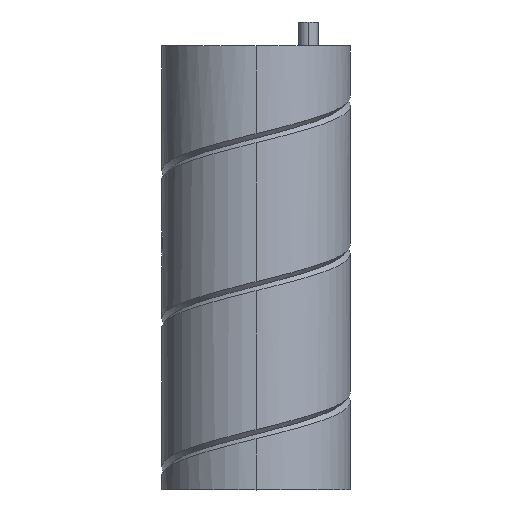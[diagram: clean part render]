
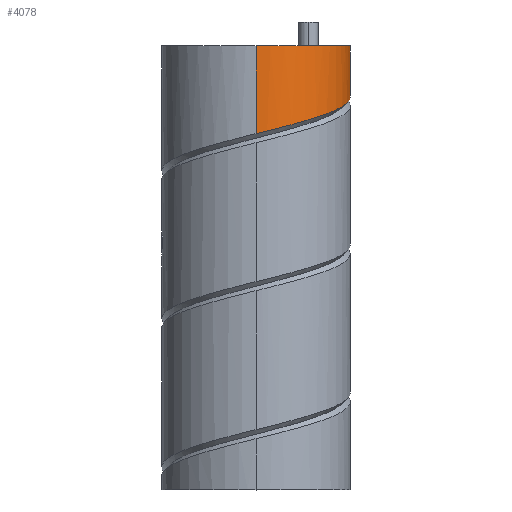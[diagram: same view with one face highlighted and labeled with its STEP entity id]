
A CAD part, top view. The second image highlights one B-rep face of the part: STEP entity #4078.
In plain terms, the highlighted cylindrical face has radius 19.75 mm (diameter 39.5 mm), a partial arc.
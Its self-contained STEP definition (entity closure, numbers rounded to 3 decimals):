
#26 = CARTESIAN_POINT ( 'NONE',  ( 0., 93., -19.75 ) ) ;
#42 = CARTESIAN_POINT ( 'NONE',  ( 9.977, 93., -17.244 ) ) ;
#117 = CARTESIAN_POINT ( 'NONE',  ( 0., 93., -19.75 ) ) ;
#162 = VECTOR ( 'NONE', #3996, 1000. ) ;
#195 = CARTESIAN_POINT ( 'NONE',  ( 4.896, 75.807, 19.133 ) ) ;
#203 = AXIS2_PLACEMENT_3D ( 'NONE', #4767, #3402, #2829 ) ;
#212 = CARTESIAN_POINT ( 'NONE',  ( 17.214, 84.849, -9.682 ) ) ;
#218 = CARTESIAN_POINT ( 'NONE',  ( 0., 90.071, -19.75 ) ) ;
#226 = EDGE_CURVE ( 'NONE', #5001, #4349, #4889, .T. ) ;
#229 = CARTESIAN_POINT ( 'NONE',  ( 18.317, 80.328, 7.83 ) ) ;
#407 = CARTESIAN_POINT ( 'NONE',  ( 17.245, 93., -9.977 ) ) ;
#468 = B_SPLINE_CURVE_WITH_KNOTS ( 'NONE', 3,
 ( #3484, #3570, #3925, #1605, #3169, #4316, #1234, #2002, #4727, #2395, #4747, #407, #824, #3534, #42, #2429, #2054, #26 ),
 .UNSPECIFIED., .F., .F.,
 ( 4, 2, 2, 2, 2, 2, 2, 2, 4 ),
 ( 0., 0.063, 0.125, 0.187, 0.25, 0.312, 0.375, 0.438, 0.5 ),
 .UNSPECIFIED. ) ;
#610 = CARTESIAN_POINT ( 'NONE',  ( 19.719, 81.62, 2.822 ) ) ;
#631 = CARTESIAN_POINT ( 'NONE',  ( 9.682, 77.099, 17.214 ) ) ;
#647 = CARTESIAN_POINT ( 'NONE',  ( 19.018, 80.974, 5.326 ) ) ;
#742 = ORIENTED_EDGE ( 'NONE', *, *, #798, .F. ) ;
#798 = EDGE_CURVE ( 'NONE', #3137, #4034, #468, .T. ) ;
#824 = CARTESIAN_POINT ( 'NONE',  ( 15.817, 93., -12.114 ) ) ;
#1009 = CARTESIAN_POINT ( 'NONE',  ( 2.487, 75.19, 19.75 ) ) ;
#1121 = CARTESIAN_POINT ( 'NONE',  ( 0., 74.571, 19.75 ) ) ;
#1173 = ORIENTED_EDGE ( 'NONE', *, *, #4666, .F. ) ;
#1218 = LINE ( 'NONE', #4753, #162 ) ;
#1222 = CARTESIAN_POINT ( 'NONE',  ( 0., 93., -19.75 ) ) ;
#1234 = CARTESIAN_POINT ( 'NONE',  ( 17.244, 93., 9.977 ) ) ;
#1331 = CYLINDRICAL_SURFACE ( 'NONE', #203, 19.75 ) ;
#1369 = CARTESIAN_POINT ( 'NONE',  ( 14.122, 86.141, -13.807 ) ) ;
#1406 = CARTESIAN_POINT ( 'NONE',  ( 5.326, 88.724, -19.018 ) ) ;
#1422 = CARTESIAN_POINT ( 'NONE',  ( 2.822, 89.37, -19.719 ) ) ;
#1605 = CARTESIAN_POINT ( 'NONE',  ( 9.977, 93., 17.245 ) ) ;
#1797 = CARTESIAN_POINT ( 'NONE',  ( 19.133, 83.557, -4.896 ) ) ;
#1926 = ORIENTED_EDGE ( 'NONE', *, *, #226, .F. ) ;
#2002 = CARTESIAN_POINT ( 'NONE',  ( 19.249, 93., 5.139 ) ) ;
#2054 = CARTESIAN_POINT ( 'NONE',  ( 2.619, 93., -19.75 ) ) ;
#2099 = CARTESIAN_POINT ( 'NONE',  ( 0., 90.071, -19.75 ) ) ;
#2156 = ORIENTED_EDGE ( 'NONE', *, *, #2998, .T. ) ;
#2395 = CARTESIAN_POINT ( 'NONE',  ( 19.75, 93., -2.619 ) ) ;
#2429 = CARTESIAN_POINT ( 'NONE',  ( 5.139, 93., -19.249 ) ) ;
#2576 = CARTESIAN_POINT ( 'NONE',  ( 10.067, 87.432, -16.992 ) ) ;
#2614 = CARTESIAN_POINT ( 'NONE',  ( 11.948, 77.745, 15.94 ) ) ;
#2627 = CARTESIAN_POINT ( 'NONE',  ( 12.304, 86.786, -15.666 ) ) ;
#2715 = EDGE_LOOP ( 'NONE', ( #742, #2156, #1926, #1173 ) ) ;
#2829 = DIRECTION ( 'NONE',  ( 0., 0., -1. ) ) ;
#2979 = CARTESIAN_POINT ( 'NONE',  ( 7.83, 88.078, -18.317 ) ) ;
#2997 = CARTESIAN_POINT ( 'NONE',  ( 15.94, 85.495, -11.948 ) ) ;
#2998 = EDGE_CURVE ( 'NONE', #3137, #4349, #1218, .T. ) ;
#3137 = VERTEX_POINT ( 'NONE', #4884 ) ;
#3169 = CARTESIAN_POINT ( 'NONE',  ( 12.114, 93., 15.817 ) ) ;
#3176 = VECTOR ( 'NONE', #3210, 1000. ) ;
#3210 = DIRECTION ( 'NONE',  ( 0., -1., 0. ) ) ;
#3248 = CARTESIAN_POINT ( 'NONE',  ( 0.222, 90.016, -19.749 ) ) ;
#3353 = CARTESIAN_POINT ( 'NONE',  ( 13.807, 78.391, 14.122 ) ) ;
#3402 = DIRECTION ( 'NONE',  ( 0., -1., 0. ) ) ;
#3484 = CARTESIAN_POINT ( 'NONE',  ( 0., 93., 19.75 ) ) ;
#3534 = CARTESIAN_POINT ( 'NONE',  ( 12.114, 93., -15.817 ) ) ;
#3570 = CARTESIAN_POINT ( 'NONE',  ( 2.619, 93., 19.75 ) ) ;
#3620 = CARTESIAN_POINT ( 'NONE',  ( 0.111, 90.043, -19.75 ) ) ;
#3765 = CARTESIAN_POINT ( 'NONE',  ( 18.489, 84.203, -7.415 ) ) ;
#3925 = CARTESIAN_POINT ( 'NONE',  ( 5.139, 93., 19.249 ) ) ;
#3996 = DIRECTION ( 'NONE',  ( 0., -1., 0. ) ) ;
#4034 = VERTEX_POINT ( 'NONE', #117 ) ;
#4078 = ADVANCED_FACE ( 'NONE', ( #4962 ), #1331, .T. ) ;
#4089 = CARTESIAN_POINT ( 'NONE',  ( 7.415, 76.453, 18.489 ) ) ;
#4128 = CARTESIAN_POINT ( 'NONE',  ( 15.666, 79.036, 12.304 ) ) ;
#4161 = CARTESIAN_POINT ( 'NONE',  ( 19.749, 82.266, 0.222 ) ) ;
#4200 = LINE ( 'NONE', #1222, #3176 ) ;
#4316 = CARTESIAN_POINT ( 'NONE',  ( 15.817, 93., 12.114 ) ) ;
#4349 = VERTEX_POINT ( 'NONE', #1121 ) ;
#4508 = CARTESIAN_POINT ( 'NONE',  ( 0., 74.571, 19.75 ) ) ;
#4666 = EDGE_CURVE ( 'NONE', #4034, #5001, #4200, .T. ) ;
#4727 = CARTESIAN_POINT ( 'NONE',  ( 19.75, 93., 2.619 ) ) ;
#4747 = CARTESIAN_POINT ( 'NONE',  ( 19.249, 93., -5.139 ) ) ;
#4753 = CARTESIAN_POINT ( 'NONE',  ( 0., 93., 19.75 ) ) ;
#4767 = CARTESIAN_POINT ( 'NONE',  ( 0., 93., 0. ) ) ;
#4884 = CARTESIAN_POINT ( 'NONE',  ( 0., 93., 19.75 ) ) ;
#4889 =( BOUNDED_CURVE ( )  B_SPLINE_CURVE ( 2, ( #2099, #3620, #3248, #1422, #1406, #2979, #2576, #2627, #1369, #2997, #212, #3765, #1797, #4955, #4161, #610, #647, #229, #4900, #4128, #3353, #2614, #631, #4089, #195, #1009, #4508 ),
 .UNSPECIFIED., .F., .T. ) 
 B_SPLINE_CURVE_WITH_KNOTS ( ( 3, 2, 2, 2, 2, 2, 2, 2, 2, 2, 2, 2, 2, 3 ),
 ( 0.032, 0.032, 0.046, 0.06, 0.074, 0.088, 0.102, 0.115, 0.129, 0.143, 0.157, 0.171, 0.185, 0.198 ),
 .UNSPECIFIED. ) 
 CURVE ( )  GEOMETRIC_REPRESENTATION_ITEM ( )  RATIONAL_B_SPLINE_CURVE ( ( 0.999, 1., 1., 0.991, 1., 0.991, 1., 0.991, 1., 0.991, 1., 0.991, 1., 0.991, 1., 0.991, 1., 0.991, 1., 0.991, 1., 0.991, 1., 0.991, 1., 0.992, 0.999 ) ) 
 REPRESENTATION_ITEM ( '' )  );
#4900 = CARTESIAN_POINT ( 'NONE',  ( 16.992, 79.682, 10.067 ) ) ;
#4955 = CARTESIAN_POINT ( 'NONE',  ( 19.778, 82.911, -2.377 ) ) ;
#4962 = FACE_OUTER_BOUND ( 'NONE', #2715, .T. ) ;
#5001 = VERTEX_POINT ( 'NONE', #218 ) ;
